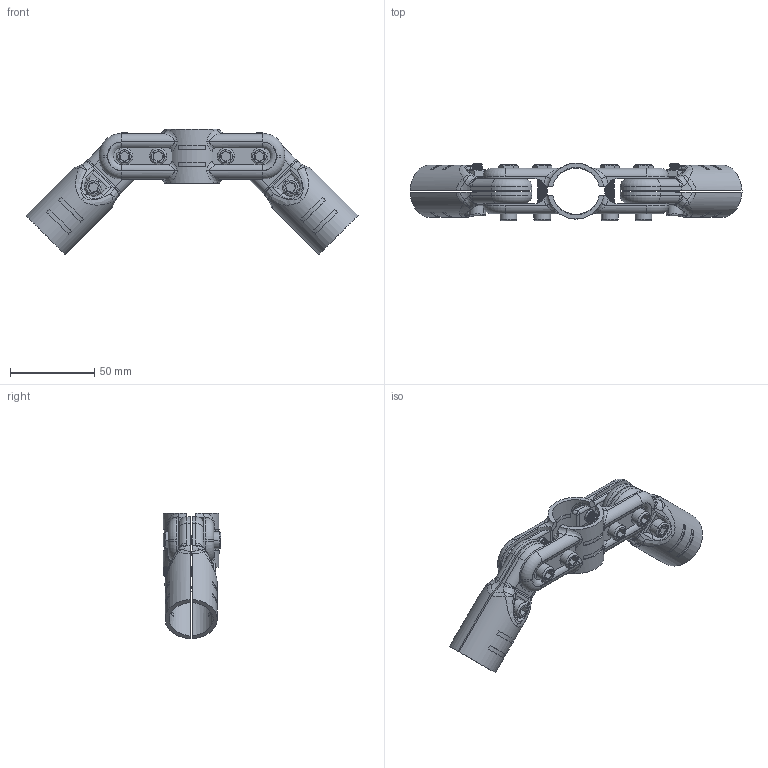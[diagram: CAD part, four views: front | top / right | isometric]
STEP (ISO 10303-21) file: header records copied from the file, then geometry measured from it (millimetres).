
FILE_DESCRIPTION (( 'STEP AP214' ), '1' );
FILE_NAME ('B306 Ñîåäèíèòåëü òðóáíûé, Ô28, 12B.STEP', '2023-11-09T12:48:29', ( '' ), ( '' ), 'SwSTEP 2.0', 'SolidWorks 2022', '' );
FILE_SCHEMA (( 'AUTOMOTIVE_DESIGN' ));
Length unit declared in the file: millimetre
Products named in the file (1): B306 Соединитель трубный, Ф28, 12B
Bounding box: 196.58 x 34 x 74.29 mm (x, y, z)
Volume: 56467.8 mm3; surface area: 53643.5 mm2
Topology: 18 solids, 18 shells, 1306 faces, 3336 edges, 2096 vertices
Faces by surface type: cylinder 608, plane 340, bspline 188, torus 92, cone 54, sphere 24
Entity records: 96469 total; most frequent: CARTESIAN_POINT 53043, ORIENTED_EDGE 6640, DIRECTION 5020, EDGE_CURVE 3320, VERTEX_POINT 2096, AXIS2_PLACEMENT_3D 1887, EDGE_LOOP 1396, UNCERTAINTY_MEASURE_WITH_UNIT 1326
